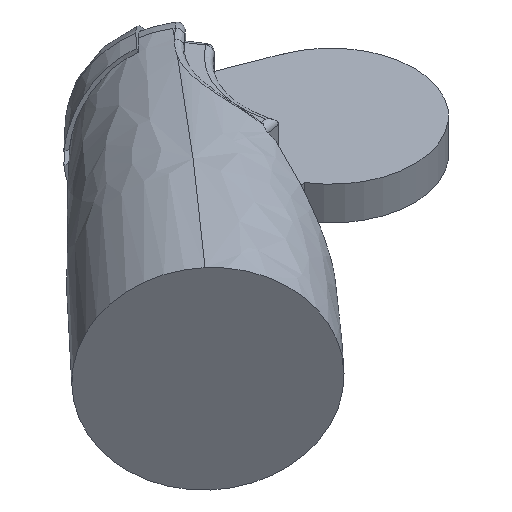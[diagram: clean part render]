
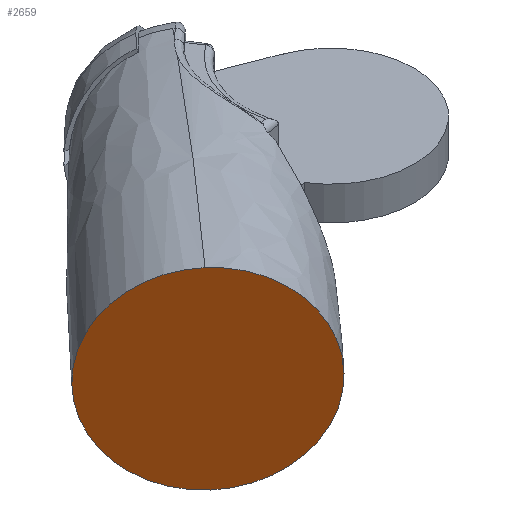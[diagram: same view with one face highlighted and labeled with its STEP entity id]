
A CAD part, isometric view. The second image highlights one B-rep face of the part: STEP entity #2659.
In plain terms, the highlighted planar face has unit normal (-0.674, -0.739, 0).
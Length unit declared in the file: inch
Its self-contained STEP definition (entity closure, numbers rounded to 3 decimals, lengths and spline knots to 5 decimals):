
#215 = B_SPLINE_CURVE_WITH_KNOTS ( 'NONE', 3,
 ( #3637, #3253, #4786, #2865, #1797, #1751, #614, #3655, #2531, #649, #3287, #2187, #4803, #4058, #2201, #4441, #3300, #1020, #987 ),
 .UNSPECIFIED., .F., .F.,
 ( 4, 1, 1, 1, 1, 1, 1, 1, 1, 1, 1, 1, 1, 1, 1, 1, 4 ),
 ( 0., 0.01663, 0.03326, 0.04989, 0.06652, 0.08315, 0.09979, 0.11642, 0.13305, 0.14968, 0.16631, 0.18294, 0.19957, 0.2162, 0.23283, 0.24946, 0.2661 ),
 .UNSPECIFIED. ) ;
#244 = CARTESIAN_POINT ( 'NONE',  ( -7.75923, -6.25871, 1.91498 ) ) ;
#268 = ORIENTED_EDGE ( 'NONE', *, *, #3910, .F. ) ;
#565 = CARTESIAN_POINT ( 'NONE',  ( -7.70234, -6.31065, -1.7997 ) ) ;
#581 = CARTESIAN_POINT ( 'NONE',  ( -7.35214, -6.63035, -0.58421 ) ) ;
#614 = CARTESIAN_POINT ( 'NONE',  ( -11.80816, -2.5624, -1.91498 ) ) ;
#649 = CARTESIAN_POINT ( 'NONE',  ( -12.25271, -2.15657, -0.06933 ) ) ;
#897 = DIRECTION ( 'NONE',  ( -0.739, 0.674, 0. ) ) ;
#968 = CARTESIAN_POINT ( 'NONE',  ( -7.48303, -6.51086, -1.21531 ) ) ;
#987 = CARTESIAN_POINT ( 'NONE',  ( -9.83457, -4.36411, 3.3217 ) ) ;
#1020 = CARTESIAN_POINT ( 'NONE',  ( -9.99513, -4.21754, 3.3172 ) ) ;
#1127 = ORIENTED_EDGE ( 'NONE', *, *, #1337, .F. ) ;
#1176 = FACE_OUTER_BOUND ( 'NONE', #2770, .T. ) ;
#1314 = CARTESIAN_POINT ( 'NONE',  ( -8.88615, -5.22994, 3.11517 ) ) ;
#1333 = CARTESIAN_POINT ( 'NONE',  ( -7.52222, -6.47508, 1.34341 ) ) ;
#1337 = EDGE_CURVE ( 'NONE', #2172, #4797, #215, .T. ) ;
#1363 = CARTESIAN_POINT ( 'NONE',  ( -9.2518, -4.89613, -3.26536 ) ) ;
#1703 = CARTESIAN_POINT ( 'NONE',  ( -8.07405, -5.97132, 2.41297 ) ) ;
#1724 = PLANE ( 'NONE',  #2639 ) ;
#1751 = CARTESIAN_POINT ( 'NONE',  ( -11.49335, -2.8498, -2.41297 ) ) ;
#1797 = CARTESIAN_POINT ( 'NONE',  ( -11.11284, -3.19717, -2.81822 ) ) ;
#1806 = CARTESIAN_POINT ( 'NONE',  ( -9.83457, -4.36411, 3.3217 ) ) ;
#2130 = CARTESIAN_POINT ( 'NONE',  ( -8.00164, -6.03742, -2.31492 ) ) ;
#2172 = VERTEX_POINT ( 'NONE', #4138 ) ;
#2187 = CARTESIAN_POINT ( 'NONE',  ( -12.08436, -2.31026, 1.21531 ) ) ;
#2201 = CARTESIAN_POINT ( 'NONE',  ( -11.19798, -3.11944, 2.74119 ) ) ;
#2426 = CARTESIAN_POINT ( 'NONE',  ( -9.7837, -4.41056, 0. ) ) ;
#2464 = CARTESIAN_POINT ( 'NONE',  ( -8.45456, -5.62394, 2.81822 ) ) ;
#2499 = CARTESIAN_POINT ( 'NONE',  ( -9.57227, -4.60358, -3.3172 ) ) ;
#2531 = CARTESIAN_POINT ( 'NONE',  ( -12.19528, -2.209, -0.72021 ) ) ;
#2639 = AXIS2_PLACEMENT_3D ( 'NONE', #2426, #4315, #897 ) ;
#2659 = ADVANCED_FACE ( 'NONE', ( #1176 ), #1724, .F. ) ;
#2770 = EDGE_LOOP ( 'NONE', ( #268, #1127 ) ) ;
#2833 = CARTESIAN_POINT ( 'NONE',  ( -7.37212, -6.61212, 0.72021 ) ) ;
#2864 = CARTESIAN_POINT ( 'NONE',  ( -9.73283, -4.457, -3.32171 ) ) ;
#2865 = CARTESIAN_POINT ( 'NONE',  ( -10.68125, -3.59118, -3.11517 ) ) ;
#3238 = B_SPLINE_CURVE_WITH_KNOTS ( 'NONE', 3,
 ( #4766, #3557, #4368, #1314, #2464, #1703, #244, #1333, #2833, #4322, #581, #968, #565, #2130, #4744, #4352, #1363, #2499, #2864 ),
 .UNSPECIFIED., .F., .F.,
 ( 4, 1, 1, 1, 1, 1, 1, 1, 1, 1, 1, 1, 1, 1, 1, 1, 4 ),
 ( 0.2661, 0.28273, 0.29936, 0.316, 0.33263, 0.34927, 0.3659, 0.38254, 0.39917, 0.41581, 0.43244, 0.44908, 0.46571, 0.48235, 0.49898, 0.51562, 0.53225 ),
 .UNSPECIFIED. ) ;
#3253 = CARTESIAN_POINT ( 'NONE',  ( -9.89339, -4.31042, -3.32622 ) ) ;
#3287 = CARTESIAN_POINT ( 'NONE',  ( -12.21526, -2.19076, 0.58422 ) ) ;
#3300 = CARTESIAN_POINT ( 'NONE',  ( -10.3156, -3.92498, 3.26537 ) ) ;
#3557 = CARTESIAN_POINT ( 'NONE',  ( -9.67401, -4.51069, 3.32621 ) ) ;
#3637 = CARTESIAN_POINT ( 'NONE',  ( -9.73283, -4.457, -3.32171 ) ) ;
#3655 = CARTESIAN_POINT ( 'NONE',  ( -12.04518, -2.34603, -1.34341 ) ) ;
#3910 = EDGE_CURVE ( 'NONE', #4797, #2172, #3238, .T. ) ;
#4058 = CARTESIAN_POINT ( 'NONE',  ( -11.56576, -2.7837, 2.31492 ) ) ;
#4138 = CARTESIAN_POINT ( 'NONE',  ( -9.73283, -4.457, -3.32171 ) ) ;
#4315 = DIRECTION ( 'NONE',  ( 0.674, 0.739, 0. ) ) ;
#4322 = CARTESIAN_POINT ( 'NONE',  ( -7.31469, -6.66454, 0.06933 ) ) ;
#4352 = CARTESIAN_POINT ( 'NONE',  ( -8.79154, -5.3163, -3.06211 ) ) ;
#4368 = CARTESIAN_POINT ( 'NONE',  ( -9.35224, -4.80444, 3.29242 ) ) ;
#4441 = CARTESIAN_POINT ( 'NONE',  ( -10.77585, -3.50481, 3.06211 ) ) ;
#4744 = CARTESIAN_POINT ( 'NONE',  ( -8.36941, -5.70167, -2.74119 ) ) ;
#4766 = CARTESIAN_POINT ( 'NONE',  ( -9.83457, -4.36411, 3.3217 ) ) ;
#4786 = CARTESIAN_POINT ( 'NONE',  ( -10.21516, -4.01667, -3.29241 ) ) ;
#4797 = VERTEX_POINT ( 'NONE', #1806 ) ;
#4803 = CARTESIAN_POINT ( 'NONE',  ( -11.86505, -2.51047, 1.7997 ) ) ;
